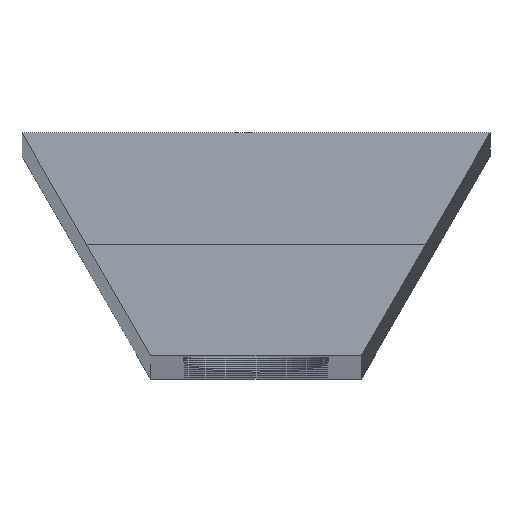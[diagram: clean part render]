
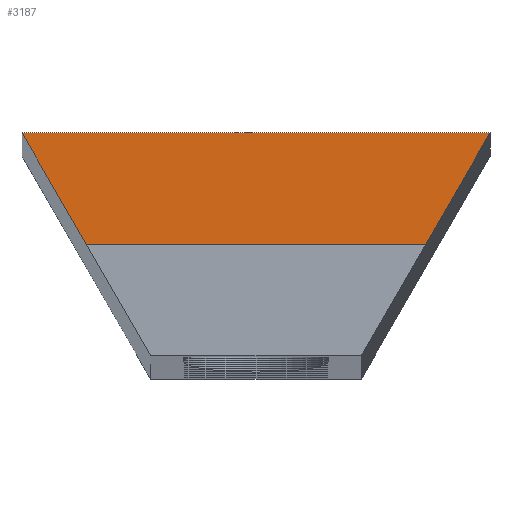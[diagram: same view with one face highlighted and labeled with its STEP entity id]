
A CAD part, top view. The second image highlights one B-rep face of the part: STEP entity #3187.
In plain terms, the highlighted planar face has unit normal (0, 0, 1).
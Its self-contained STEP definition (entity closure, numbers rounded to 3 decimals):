
#13 = DIRECTION ( 'NONE',  ( 0., 0., -1. ) ) ;
#306 = VERTEX_POINT ( 'NONE', #1477 ) ;
#691 = ORIENTED_EDGE ( 'NONE', *, *, #3528, .T. ) ;
#702 = VECTOR ( 'NONE', #4327, 1000. ) ;
#722 = ORIENTED_EDGE ( 'NONE', *, *, #3247, .F. ) ;
#1201 = CARTESIAN_POINT ( 'NONE',  ( -4.726, 0., 300. ) ) ;
#1242 = DIRECTION ( 'NONE',  ( -1., 0., 0. ) ) ;
#1279 = LINE ( 'NONE', #1315, #2209 ) ;
#1315 = CARTESIAN_POINT ( 'NONE',  ( 10.5, 10., 300. ) ) ;
#1408 = LINE ( 'NONE', #3977, #2465 ) ;
#1477 = CARTESIAN_POINT ( 'NONE',  ( -7.613, 5., 300. ) ) ;
#1578 = FACE_OUTER_BOUND ( 'NONE', #1710, .T. ) ;
#1696 = DIRECTION ( 'NONE',  ( 0.5, 0.866, 0. ) ) ;
#1710 = EDGE_LOOP ( 'NONE', ( #691, #1923, #722, #2183 ) ) ;
#1778 = LINE ( 'NONE', #5080, #3857 ) ;
#1834 = AXIS2_PLACEMENT_3D ( 'NONE', #2382, #13, #2769 ) ;
#1923 = ORIENTED_EDGE ( 'NONE', *, *, #4364, .T. ) ;
#2067 = CARTESIAN_POINT ( 'NONE',  ( -10.5, 10., 300. ) ) ;
#2183 = ORIENTED_EDGE ( 'NONE', *, *, #2357, .T. ) ;
#2209 = VECTOR ( 'NONE', #1696, 1000. ) ;
#2297 = VERTEX_POINT ( 'NONE', #2067 ) ;
#2320 = DIRECTION ( 'NONE',  ( -1., 0., 0. ) ) ;
#2357 = EDGE_CURVE ( 'NONE', #4873, #3154, #1279, .T. ) ;
#2382 = CARTESIAN_POINT ( 'NONE',  ( 10.5, 5., 300. ) ) ;
#2465 = VECTOR ( 'NONE', #1242, 1000. ) ;
#2752 = PLANE ( 'NONE',  #1834 ) ;
#2769 = DIRECTION ( 'NONE',  ( -1., 0., 0. ) ) ;
#3154 = VERTEX_POINT ( 'NONE', #4644 ) ;
#3187 = ADVANCED_FACE ( 'NONE', ( #1578 ), #2752, .F. ) ;
#3247 = EDGE_CURVE ( 'NONE', #4873, #306, #1408, .T. ) ;
#3528 = EDGE_CURVE ( 'NONE', #3154, #2297, #1778, .T. ) ;
#3718 = LINE ( 'NONE', #1201, #702 ) ;
#3857 = VECTOR ( 'NONE', #2320, 1000. ) ;
#3977 = CARTESIAN_POINT ( 'NONE',  ( 10.5, 5., 300. ) ) ;
#4327 = DIRECTION ( 'NONE',  ( 0.5, -0.866, 0. ) ) ;
#4364 = EDGE_CURVE ( 'NONE', #2297, #306, #3718, .T. ) ;
#4644 = CARTESIAN_POINT ( 'NONE',  ( 10.5, 10., 300. ) ) ;
#4691 = CARTESIAN_POINT ( 'NONE',  ( 7.613, 5., 300. ) ) ;
#4873 = VERTEX_POINT ( 'NONE', #4691 ) ;
#5080 = CARTESIAN_POINT ( 'NONE',  ( 10.5, 10., 300. ) ) ;
